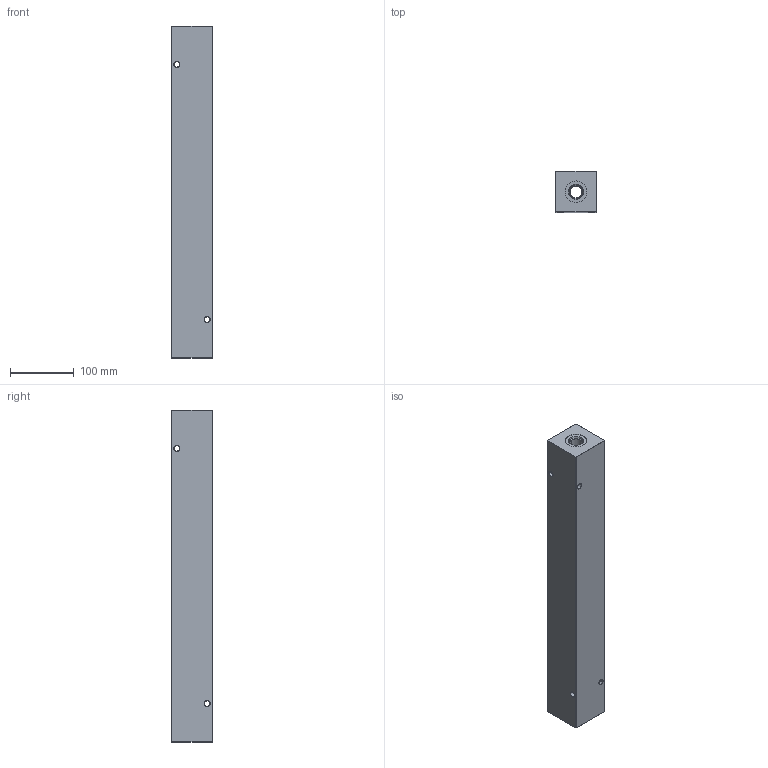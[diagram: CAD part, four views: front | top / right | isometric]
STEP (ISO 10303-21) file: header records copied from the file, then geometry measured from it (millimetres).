
FILE_DESCRIPTION (( 'STEP AP203' ), '1' );
FILE_NAME ('HM-9-90-S-10-6.STEP', '2020-11-09T22:11:06', ( '' ), ( '' ), 'SwSTEP 2.0', 'SolidWorks 2019', '' );
FILE_SCHEMA (( 'CONFIG_CONTROL_DESIGN' ));
Length unit declared in the file: inch
Products named in the file (1): HM-9-90-S-10-6
Bounding box: 63.5 x 63.5 x 520.7 mm (x, y, z)
Volume: 1875072.1 mm3; surface area: 189180.4 mm2
Topology: 1 solids, 1 shells, 723 faces, 1799 edges, 1132 vertices
Faces by surface type: plane 249, bspline 204, cone 136, cylinder 134
Entity records: 32752 total; most frequent: CARTESIAN_POINT 16733, ORIENTED_EDGE 3598, DIRECTION 2683, EDGE_CURVE 1799, VERTEX_POINT 1132, VECTOR 999, LINE 999, AXIS2_PLACEMENT_3D 842
